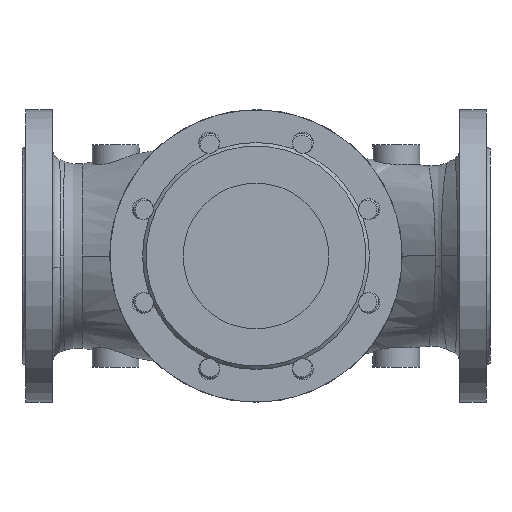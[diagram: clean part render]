
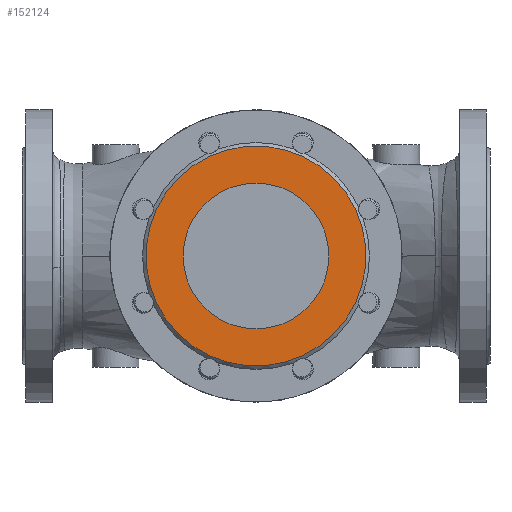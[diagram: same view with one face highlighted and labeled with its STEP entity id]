
A CAD part, front view. The second image highlights one B-rep face of the part: STEP entity #152124.
In plain terms, the highlighted planar face has unit normal (0, -1, 0).
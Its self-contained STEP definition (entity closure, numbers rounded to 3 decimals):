
#33871 = EDGE_LOOP ( 'NONE', ( #37012, #37013 ) ) ;
#33881 = EDGE_LOOP ( 'NONE', ( #37014, #37015 ) ) ;
#37012 = ORIENTED_EDGE ( 'NONE', *, *, #50902, .F. ) ;
#37013 = ORIENTED_EDGE ( 'NONE', *, *, #42104, .F. ) ;
#37014 = ORIENTED_EDGE ( 'NONE', *, *, #50903, .T. ) ;
#37015 = ORIENTED_EDGE ( 'NONE', *, *, #41656, .T. ) ;
#37632 = VERTEX_POINT ( 'NONE', #150432 ) ;
#37633 = VERTEX_POINT ( 'NONE', #150434 ) ;
#37804 = VERTEX_POINT ( 'NONE', #150590 ) ;
#37807 = VERTEX_POINT ( 'NONE', #150596 ) ;
#41656 = EDGE_CURVE ( 'NONE', #37804, #37807, #163914, .T. ) ;
#42104 = EDGE_CURVE ( 'NONE', #37632, #37633, #164540, .T. ) ;
#50902 = EDGE_CURVE ( 'NONE', #37633, #37632, #69908, .T. ) ;
#50903 = EDGE_CURVE ( 'NONE', #37807, #37804, #69912, .T. ) ;
#69908 = CIRCLE ( 'NONE', #69913, 62.5 ) ;
#69912 = CIRCLE ( 'NONE', #69915, 94.282 ) ;
#69913 = AXIS2_PLACEMENT_3D ( 'NONE', #84075, #84077, #84079 ) ;
#69915 = AXIS2_PLACEMENT_3D ( 'NONE', #84083, #84085, #84087 ) ;
#84075 = CARTESIAN_POINT ( 'NONE',  ( 0., -259.612, 0. ) ) ;
#84077 = DIRECTION ( 'NONE',  ( 0., -1., 0. ) ) ;
#84079 = DIRECTION ( 'NONE',  ( 1., 0., 0. ) ) ;
#84083 = CARTESIAN_POINT ( 'NONE',  ( 0., -259.612, 0. ) ) ;
#84085 = DIRECTION ( 'NONE',  ( 0., -1., 0. ) ) ;
#84087 = DIRECTION ( 'NONE',  ( -0.707, 0., -0.707 ) ) ;
#96373 = AXIS2_PLACEMENT_3D ( 'NONE', #101007, #101008, #101009 ) ;
#100982 = FACE_BOUND ( 'NONE', #33871, .T. ) ;
#100997 = FACE_OUTER_BOUND ( 'NONE', #33881, .T. ) ;
#100998 = PLANE ( 'NONE',  #96373 ) ;
#101007 = CARTESIAN_POINT ( 'NONE',  ( 66.667, -259.612, 66.667 ) ) ;
#101008 = DIRECTION ( 'NONE',  ( 0., 1., 0. ) ) ;
#101009 = DIRECTION ( 'NONE',  ( 0.707, 0., 0.707 ) ) ;
#150432 = CARTESIAN_POINT ( 'NONE',  ( -62.5, -259.612, 0. ) ) ;
#150434 = CARTESIAN_POINT ( 'NONE',  ( 62.5, -259.612, 0. ) ) ;
#150590 = CARTESIAN_POINT ( 'NONE',  ( -66.667, -259.612, -66.667 ) ) ;
#150596 = CARTESIAN_POINT ( 'NONE',  ( 66.667, -259.612, 66.667 ) ) ;
#152124 = ADVANCED_FACE ( 'NONE', ( #100982, #100997 ), #100998, .F. ) ;
#163914 = CIRCLE ( 'NONE', #163918, 94.282 ) ;
#163918 = AXIS2_PLACEMENT_3D ( 'NONE', #191318, #191320, #191322 ) ;
#164540 = CIRCLE ( 'NONE', #164549, 62.5 ) ;
#164549 = AXIS2_PLACEMENT_3D ( 'NONE', #197167, #197171, #197175 ) ;
#191318 = CARTESIAN_POINT ( 'NONE',  ( 0., -259.612, 0. ) ) ;
#191320 = DIRECTION ( 'NONE',  ( 0., -1., 0. ) ) ;
#191322 = DIRECTION ( 'NONE',  ( -0.707, 0., -0.707 ) ) ;
#197167 = CARTESIAN_POINT ( 'NONE',  ( 0., -259.612, 0. ) ) ;
#197171 = DIRECTION ( 'NONE',  ( 0., -1., 0. ) ) ;
#197175 = DIRECTION ( 'NONE',  ( 1., 0., 0. ) ) ;
